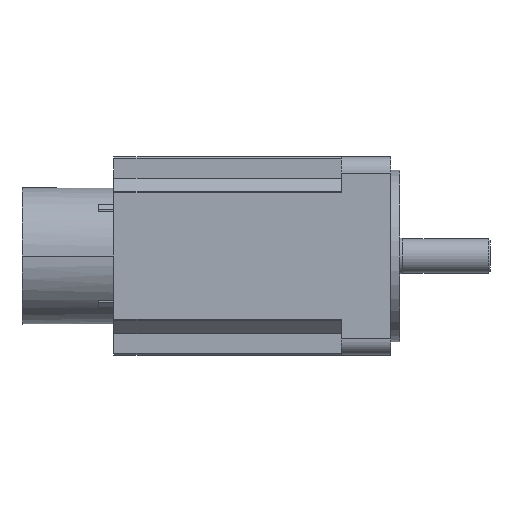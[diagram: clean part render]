
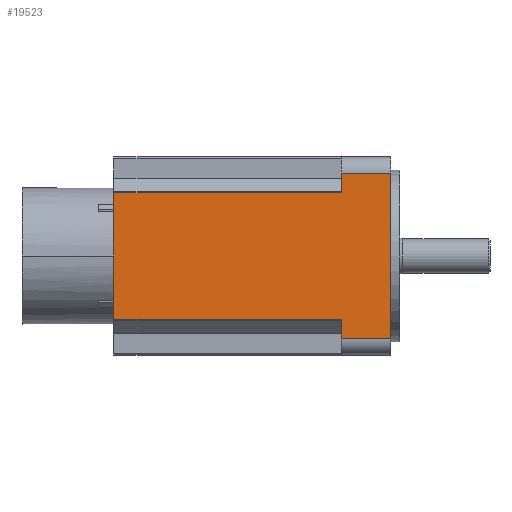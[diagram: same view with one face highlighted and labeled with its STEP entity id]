
A CAD part, front view. The second image highlights one B-rep face of the part: STEP entity #19523.
In plain terms, the highlighted planar face has unit normal (0, -1, 0).
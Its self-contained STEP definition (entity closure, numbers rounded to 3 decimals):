
#275 = EDGE_CURVE ( 'NONE', #40041, #15412, #4681, .T. ) ;
#993 = DIRECTION ( 'NONE',  ( 0., 0., -1. ) ) ;
#1317 = ORIENTED_EDGE ( 'NONE', *, *, #275, .T. ) ;
#1831 = VECTOR ( 'NONE', #14106, 1000. ) ;
#2957 = ORIENTED_EDGE ( 'NONE', *, *, #14486, .F. ) ;
#3118 = LINE ( 'NONE', #37202, #29435 ) ;
#3268 = VERTEX_POINT ( 'NONE', #10873 ) ;
#3779 = VERTEX_POINT ( 'NONE', #30507 ) ;
#4084 = CARTESIAN_POINT ( 'NONE',  ( 76.75, -55., 110. ) ) ;
#4479 = VERTEX_POINT ( 'NONE', #9915 ) ;
#4681 = LINE ( 'NONE', #19845, #18756 ) ;
#6392 = VECTOR ( 'NONE', #993, 1000. ) ;
#6609 = VECTOR ( 'NONE', #23624, 1000. ) ;
#7123 = DIRECTION ( 'NONE',  ( 1., 0., 0. ) ) ;
#8006 = DIRECTION ( 'NONE',  ( 0., 0., 1. ) ) ;
#8241 = CARTESIAN_POINT ( 'NONE',  ( -76.75, -55., 90. ) ) ;
#8391 = LINE ( 'NONE', #23359, #25570 ) ;
#9915 = CARTESIAN_POINT ( 'NONE',  ( 49.25, -55., 90. ) ) ;
#10422 = CARTESIAN_POINT ( 'NONE',  ( 76.75, -55., 9. ) ) ;
#10873 = CARTESIAN_POINT ( 'NONE',  ( 76.75, -55., 101. ) ) ;
#11925 = EDGE_CURVE ( 'NONE', #3268, #3779, #8391, .T. ) ;
#14106 = DIRECTION ( 'NONE',  ( 1., 0., 0. ) ) ;
#14486 = EDGE_CURVE ( 'NONE', #4479, #3779, #36152, .T. ) ;
#15412 = VERTEX_POINT ( 'NONE', #10422 ) ;
#15675 = ORIENTED_EDGE ( 'NONE', *, *, #39513, .F. ) ;
#15786 = CARTESIAN_POINT ( 'NONE',  ( -76.75, -55., 20. ) ) ;
#16862 = LINE ( 'NONE', #8241, #6609 ) ;
#18756 = VECTOR ( 'NONE', #7123, 1000. ) ;
#19302 = DIRECTION ( 'NONE',  ( 0., 0., 1. ) ) ;
#19523 = ADVANCED_FACE ( 'NONE', ( #39277 ), #33509, .F. ) ;
#19845 = CARTESIAN_POINT ( 'NONE',  ( -76.75, -55., 9. ) ) ;
#20223 = ORIENTED_EDGE ( 'NONE', *, *, #11925, .T. ) ;
#20232 = EDGE_LOOP ( 'NONE', ( #2957, #23894, #21706, #25002, #15675, #1317, #40248, #20223 ) ) ;
#20564 = DIRECTION ( 'NONE',  ( 0., 1., 0. ) ) ;
#21390 = CARTESIAN_POINT ( 'NONE',  ( 49.25, -55., 20. ) ) ;
#21706 = ORIENTED_EDGE ( 'NONE', *, *, #35285, .T. ) ;
#22349 = EDGE_CURVE ( 'NONE', #4479, #38737, #16862, .T. ) ;
#22375 = CARTESIAN_POINT ( 'NONE',  ( 49.25, -55., 0. ) ) ;
#22541 = VECTOR ( 'NONE', #8006, 1000. ) ;
#23359 = CARTESIAN_POINT ( 'NONE',  ( 49.25, -55., 101. ) ) ;
#23624 = DIRECTION ( 'NONE',  ( -1., 0., 0. ) ) ;
#23894 = ORIENTED_EDGE ( 'NONE', *, *, #22349, .T. ) ;
#24240 = AXIS2_PLACEMENT_3D ( 'NONE', #36200, #20564, #33109 ) ;
#25002 = ORIENTED_EDGE ( 'NONE', *, *, #29703, .T. ) ;
#25570 = VECTOR ( 'NONE', #36741, 1000. ) ;
#29435 = VECTOR ( 'NONE', #39901, 1000. ) ;
#29703 = EDGE_CURVE ( 'NONE', #37052, #40524, #38773, .T. ) ;
#30124 = EDGE_CURVE ( 'NONE', #3268, #15412, #32816, .T. ) ;
#30507 = CARTESIAN_POINT ( 'NONE',  ( 49.25, -55., 101. ) ) ;
#32057 = LINE ( 'NONE', #22375, #36731 ) ;
#32597 = CARTESIAN_POINT ( 'NONE',  ( -76.75, -55., 20. ) ) ;
#32816 = LINE ( 'NONE', #4084, #6392 ) ;
#33109 = DIRECTION ( 'NONE',  ( 0., 0., 1. ) ) ;
#33509 = PLANE ( 'NONE',  #24240 ) ;
#35285 = EDGE_CURVE ( 'NONE', #38737, #37052, #3118, .T. ) ;
#36152 = LINE ( 'NONE', #36554, #22541 ) ;
#36200 = CARTESIAN_POINT ( 'NONE',  ( -76.75, -55., 110. ) ) ;
#36554 = CARTESIAN_POINT ( 'NONE',  ( 49.25, -55., 0. ) ) ;
#36624 = CARTESIAN_POINT ( 'NONE',  ( -76.75, -55., 90. ) ) ;
#36667 = CARTESIAN_POINT ( 'NONE',  ( 49.25, -55., 9. ) ) ;
#36731 = VECTOR ( 'NONE', #19302, 1000. ) ;
#36741 = DIRECTION ( 'NONE',  ( -1., 0., 0. ) ) ;
#37052 = VERTEX_POINT ( 'NONE', #15786 ) ;
#37202 = CARTESIAN_POINT ( 'NONE',  ( -76.75, -55., 110. ) ) ;
#38737 = VERTEX_POINT ( 'NONE', #36624 ) ;
#38773 = LINE ( 'NONE', #32597, #1831 ) ;
#39277 = FACE_OUTER_BOUND ( 'NONE', #20232, .T. ) ;
#39513 = EDGE_CURVE ( 'NONE', #40041, #40524, #32057, .T. ) ;
#39901 = DIRECTION ( 'NONE',  ( 0., 0., -1. ) ) ;
#40041 = VERTEX_POINT ( 'NONE', #36667 ) ;
#40248 = ORIENTED_EDGE ( 'NONE', *, *, #30124, .F. ) ;
#40524 = VERTEX_POINT ( 'NONE', #21390 ) ;
